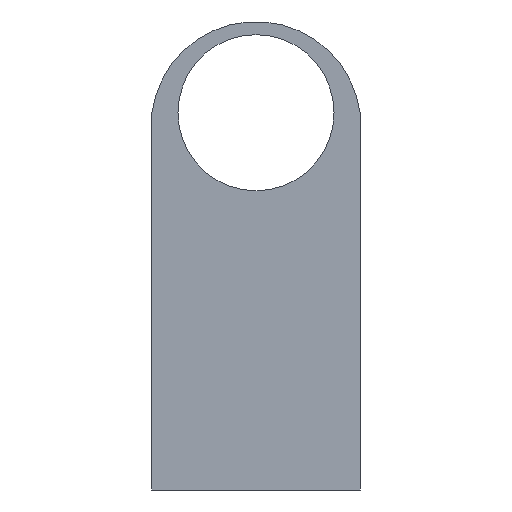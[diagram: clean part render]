
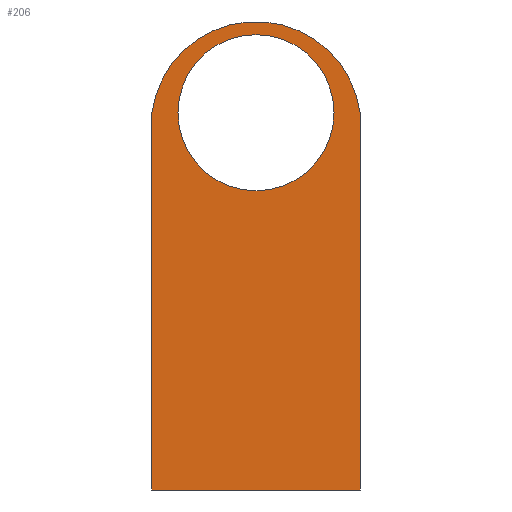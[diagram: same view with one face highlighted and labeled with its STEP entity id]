
A CAD part, front view. The second image highlights one B-rep face of the part: STEP entity #206.
In plain terms, the highlighted planar face has unit normal (0, -1, 0).
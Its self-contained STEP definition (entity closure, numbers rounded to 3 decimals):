
#21=PLANE('',#227);
#27=LINE('',#317,#43);
#31=LINE('',#325,#47);
#34=LINE('',#330,#50);
#43=VECTOR('',#263,10.);
#47=VECTOR('',#269,10.);
#50=VECTOR('',#274,10.);
#62=FACE_BOUND('',#93,.T.);
#73=FACE_OUTER_BOUND('',#92,.T.);
#92=EDGE_LOOP('',(#187,#188,#189,#190));
#93=EDGE_LOOP('',(#191));
#99=CIRCLE('',#217,1.5);
#100=CIRCLE('',#219,2.018);
#107=VERTEX_POINT('',#298);
#108=VERTEX_POINT('',#301);
#109=VERTEX_POINT('',#302);
#114=VERTEX_POINT('',#316);
#117=VERTEX_POINT('',#324);
#125=EDGE_CURVE('',#107,#107,#99,.T.);
#126=EDGE_CURVE('',#108,#109,#100,.T.);
#133=EDGE_CURVE('',#108,#114,#27,.T.);
#137=EDGE_CURVE('',#114,#117,#31,.T.);
#140=EDGE_CURVE('',#117,#109,#34,.T.);
#187=ORIENTED_EDGE('',*,*,#133,.T.);
#188=ORIENTED_EDGE('',*,*,#137,.T.);
#189=ORIENTED_EDGE('',*,*,#140,.T.);
#190=ORIENTED_EDGE('',*,*,#126,.F.);
#191=ORIENTED_EDGE('',*,*,#125,.F.);
#206=ADVANCED_FACE('',(#73,#62),#21,.F.);
#217=AXIS2_PLACEMENT_3D('',#299,#246,#247);
#219=AXIS2_PLACEMENT_3D('',#303,#250,#251);
#227=AXIS2_PLACEMENT_3D('',#337,#282,#283);
#246=DIRECTION('center_axis',(0.,-1.,0.));
#247=DIRECTION('ref_axis',(1.,0.,0.));
#250=DIRECTION('center_axis',(0.,1.,0.));
#251=DIRECTION('ref_axis',(-0.991,0.,0.133));
#263=DIRECTION('',(0.,0.,-1.));
#269=DIRECTION('',(1.,0.,0.));
#274=DIRECTION('',(0.,0.,1.));
#282=DIRECTION('center_axis',(0.,1.,0.));
#283=DIRECTION('ref_axis',(1.,0.,0.));
#298=CARTESIAN_POINT('',(0.5,0.,7.25));
#299=CARTESIAN_POINT('Origin',(2.,0.,7.25));
#301=CARTESIAN_POINT('',(0.,0.,7.25));
#302=CARTESIAN_POINT('',(4.,0.,7.25));
#303=CARTESIAN_POINT('Origin',(2.,0.,6.982));
#316=CARTESIAN_POINT('',(0.,0.,0.));
#317=CARTESIAN_POINT('',(0.,0.,9.));
#324=CARTESIAN_POINT('',(4.,0.,0.));
#325=CARTESIAN_POINT('',(0.,0.,0.));
#330=CARTESIAN_POINT('',(4.,0.,0.));
#337=CARTESIAN_POINT('Origin',(2.,0.,1.5));
